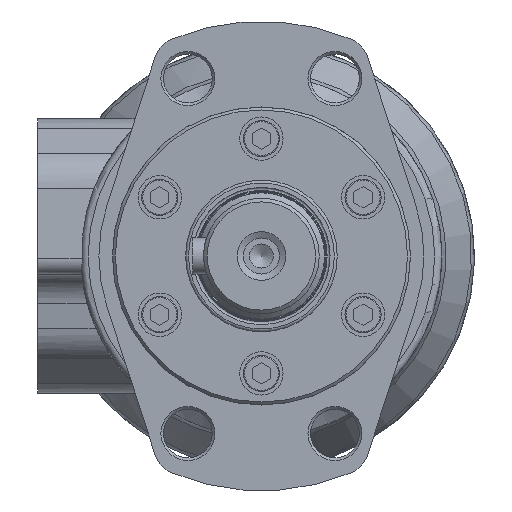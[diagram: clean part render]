
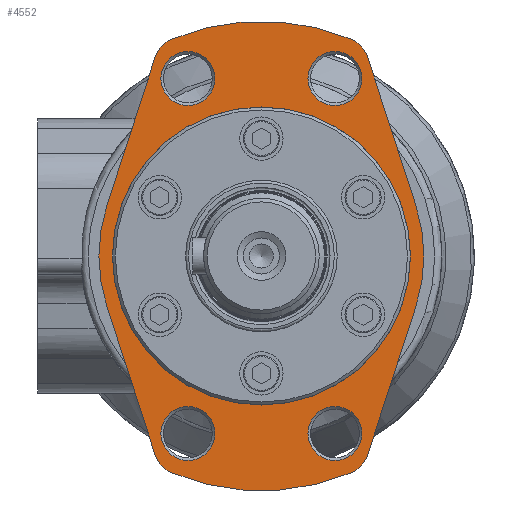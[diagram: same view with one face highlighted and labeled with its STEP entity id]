
A CAD part, left-side view. The second image highlights one B-rep face of the part: STEP entity #4552.
In plain terms, the highlighted planar face has unit normal (-1, 0, 0).
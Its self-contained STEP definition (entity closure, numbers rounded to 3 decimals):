
#481=LINE('',#7655,#703);
#484=LINE('',#7663,#706);
#490=LINE('',#7687,#712);
#494=LINE('',#7696,#716);
#703=VECTOR('',#6059,1000.);
#706=VECTOR('',#6068,1000.);
#712=VECTOR('',#6094,1000.);
#716=VECTOR('',#6104,1000.);
#1342=ORIENTED_EDGE('',*,*,#2219,.T.);
#1343=ORIENTED_EDGE('',*,*,#2220,.T.);
#1344=ORIENTED_EDGE('',*,*,#2221,.T.);
#1345=ORIENTED_EDGE('',*,*,#2222,.T.);
#1346=ORIENTED_EDGE('',*,*,#2223,.T.);
#1347=ORIENTED_EDGE('',*,*,#2185,.F.);
#1348=ORIENTED_EDGE('',*,*,#2213,.F.);
#1349=ORIENTED_EDGE('',*,*,#2211,.F.);
#1350=ORIENTED_EDGE('',*,*,#2208,.F.);
#1351=ORIENTED_EDGE('',*,*,#2205,.F.);
#1352=ORIENTED_EDGE('',*,*,#2202,.F.);
#1353=ORIENTED_EDGE('',*,*,#2199,.F.);
#1354=ORIENTED_EDGE('',*,*,#2196,.F.);
#1355=ORIENTED_EDGE('',*,*,#2194,.F.);
#1356=ORIENTED_EDGE('',*,*,#2192,.F.);
#1357=ORIENTED_EDGE('',*,*,#2190,.F.);
#1358=ORIENTED_EDGE('',*,*,#2188,.F.);
#2185=EDGE_CURVE('',#2692,#2693,#3023,.T.);
#2188=EDGE_CURVE('',#2693,#2694,#3024,.T.);
#2190=EDGE_CURVE('',#2694,#2695,#3025,.T.);
#2192=EDGE_CURVE('',#2695,#2696,#481,.T.);
#2194=EDGE_CURVE('',#2696,#2697,#3026,.T.);
#2196=EDGE_CURVE('',#2697,#2698,#484,.T.);
#2199=EDGE_CURVE('',#2698,#2700,#3027,.T.);
#2202=EDGE_CURVE('',#2700,#2702,#3029,.T.);
#2205=EDGE_CURVE('',#2702,#2704,#3031,.T.);
#2208=EDGE_CURVE('',#2704,#2706,#490,.T.);
#2211=EDGE_CURVE('',#2706,#2707,#3033,.T.);
#2213=EDGE_CURVE('',#2707,#2692,#494,.T.);
#2219=EDGE_CURVE('',#2712,#2712,#3038,.T.);
#2220=EDGE_CURVE('',#2713,#2713,#3039,.T.);
#2221=EDGE_CURVE('',#2714,#2714,#3040,.T.);
#2222=EDGE_CURVE('',#2715,#2715,#3041,.T.);
#2223=EDGE_CURVE('',#2716,#2716,#3042,.T.);
#2692=VERTEX_POINT('',#7642);
#2693=VERTEX_POINT('',#7643);
#2694=VERTEX_POINT('',#7648);
#2695=VERTEX_POINT('',#7652);
#2696=VERTEX_POINT('',#7656);
#2697=VERTEX_POINT('',#7660);
#2698=VERTEX_POINT('',#7664);
#2700=VERTEX_POINT('',#7670);
#2702=VERTEX_POINT('',#7676);
#2704=VERTEX_POINT('',#7682);
#2706=VERTEX_POINT('',#7688);
#2707=VERTEX_POINT('',#7693);
#2712=VERTEX_POINT('',#7709);
#2713=VERTEX_POINT('',#7711);
#2714=VERTEX_POINT('',#7713);
#2715=VERTEX_POINT('',#7715);
#2716=VERTEX_POINT('',#7717);
#3023=CIRCLE('',#5058,8.);
#3024=CIRCLE('',#5060,65.);
#3025=CIRCLE('',#5062,8.);
#3026=CIRCLE('',#5065,45.);
#3027=CIRCLE('',#5068,8.);
#3029=CIRCLE('',#5071,65.);
#3031=CIRCLE('',#5074,8.);
#3033=CIRCLE('',#5078,45.);
#3038=CIRCLE('',#5086,41.275);
#3039=CIRCLE('',#5087,7.48);
#3040=CIRCLE('',#5088,7.48);
#3041=CIRCLE('',#5089,7.48);
#3042=CIRCLE('',#5090,7.48);
#3419=EDGE_LOOP('',(#1342));
#3420=EDGE_LOOP('',(#1343));
#3421=EDGE_LOOP('',(#1344));
#3422=EDGE_LOOP('',(#1345));
#3423=EDGE_LOOP('',(#1346));
#3424=EDGE_LOOP('',(#1347,#1348,#1349,#1350,#1351,#1352,#1353,#1354,#1355,
#1356,#1357,#1358));
#3963=FACE_BOUND('',#3419,.T.);
#3964=FACE_BOUND('',#3420,.T.);
#3965=FACE_BOUND('',#3421,.T.);
#3966=FACE_BOUND('',#3422,.T.);
#3967=FACE_BOUND('',#3423,.T.);
#3968=FACE_BOUND('',#3424,.T.);
#4356=PLANE('',#5085);
#4552=ADVANCED_FACE('',(#3963,#3964,#3965,#3966,#3967,#3968),#4356,.F.);
#5058=AXIS2_PLACEMENT_3D('',#7641,#6043,#6044);
#5060=AXIS2_PLACEMENT_3D('',#7647,#6049,#6050);
#5062=AXIS2_PLACEMENT_3D('',#7651,#6054,#6055);
#5065=AXIS2_PLACEMENT_3D('',#7659,#6063,#6064);
#5068=AXIS2_PLACEMENT_3D('',#7669,#6073,#6074);
#5071=AXIS2_PLACEMENT_3D('',#7675,#6080,#6081);
#5074=AXIS2_PLACEMENT_3D('',#7681,#6087,#6088);
#5078=AXIS2_PLACEMENT_3D('',#7692,#6099,#6100);
#5085=AXIS2_PLACEMENT_3D('',#7707,#6116,#6117);
#5086=AXIS2_PLACEMENT_3D('',#7708,#6118,#6119);
#5087=AXIS2_PLACEMENT_3D('',#7710,#6120,#6121);
#5088=AXIS2_PLACEMENT_3D('',#7712,#6122,#6123);
#5089=AXIS2_PLACEMENT_3D('',#7714,#6124,#6125);
#5090=AXIS2_PLACEMENT_3D('',#7716,#6126,#6127);
#6043=DIRECTION('',(1.,0.,0.));
#6044=DIRECTION('',(0.,0.,-1.));
#6049=DIRECTION('',(1.,0.,0.));
#6050=DIRECTION('',(0.,0.,-1.));
#6054=DIRECTION('',(1.,0.,0.));
#6055=DIRECTION('',(0.,0.,-1.));
#6059=DIRECTION('',(0.,-0.309,-0.951));
#6063=DIRECTION('',(1.,0.,0.));
#6064=DIRECTION('',(0.,0.,-1.));
#6068=DIRECTION('',(0.,0.309,-0.951));
#6073=DIRECTION('',(1.,0.,0.));
#6074=DIRECTION('',(0.,0.,-1.));
#6080=DIRECTION('',(1.,0.,0.));
#6081=DIRECTION('',(0.,0.,-1.));
#6087=DIRECTION('',(1.,0.,0.));
#6088=DIRECTION('',(0.,0.,-1.));
#6094=DIRECTION('',(0.,0.309,0.951));
#6099=DIRECTION('',(1.,0.,0.));
#6100=DIRECTION('',(0.,0.,-1.));
#6104=DIRECTION('',(0.,-0.309,0.951));
#6116=DIRECTION('',(1.,0.,0.));
#6117=DIRECTION('',(0.,0.,-1.));
#6118=DIRECTION('',(1.,0.,0.));
#6119=DIRECTION('',(0.,0.,-1.));
#6120=DIRECTION('',(1.,0.,0.));
#6121=DIRECTION('',(0.,0.,-1.));
#6122=DIRECTION('',(1.,0.,0.));
#6123=DIRECTION('',(0.,0.,-1.));
#6124=DIRECTION('',(1.,0.,0.));
#6125=DIRECTION('',(0.,0.,-1.));
#6126=DIRECTION('',(1.,0.,0.));
#6127=DIRECTION('',(0.,0.,-1.));
#7641=CARTESIAN_POINT('',(0.,21.79,52.67));
#7642=CARTESIAN_POINT('',(0.,29.399,55.143));
#7643=CARTESIAN_POINT('',(0.,24.849,60.063));
#7647=CARTESIAN_POINT('',(0.,0.,0.));
#7648=CARTESIAN_POINT('',(0.,-24.849,60.063));
#7651=CARTESIAN_POINT('',(0.,-21.79,52.67));
#7652=CARTESIAN_POINT('',(0.,-29.399,55.143));
#7655=CARTESIAN_POINT('',(0.,-29.399,55.143));
#7656=CARTESIAN_POINT('',(0.,-42.798,13.906));
#7659=CARTESIAN_POINT('',(0.,0.,0.));
#7660=CARTESIAN_POINT('',(0.,-42.798,-13.906));
#7663=CARTESIAN_POINT('',(0.,-42.798,-13.906));
#7664=CARTESIAN_POINT('',(0.,-29.399,-55.143));
#7669=CARTESIAN_POINT('',(0.,-21.79,-52.67));
#7670=CARTESIAN_POINT('',(0.,-24.849,-60.063));
#7675=CARTESIAN_POINT('',(0.,0.,0.));
#7676=CARTESIAN_POINT('',(0.,24.849,-60.063));
#7681=CARTESIAN_POINT('',(0.,21.79,-52.67));
#7682=CARTESIAN_POINT('',(0.,29.399,-55.143));
#7687=CARTESIAN_POINT('',(0.,29.399,-55.143));
#7688=CARTESIAN_POINT('',(0.,42.798,-13.906));
#7692=CARTESIAN_POINT('',(0.,0.,0.));
#7693=CARTESIAN_POINT('',(0.,42.798,13.906));
#7696=CARTESIAN_POINT('',(0.,42.798,13.906));
#7707=CARTESIAN_POINT('',(0.,21.79,52.67));
#7708=CARTESIAN_POINT('',(0.,0.,0.));
#7709=CARTESIAN_POINT('',(0.,0.,-41.275));
#7710=CARTESIAN_POINT('',(0.,-20.359,-49.15));
#7711=CARTESIAN_POINT('',(0.,-20.359,-56.63));
#7712=CARTESIAN_POINT('',(0.,20.359,49.15));
#7713=CARTESIAN_POINT('',(0.,20.359,41.67));
#7714=CARTESIAN_POINT('',(0.,-20.359,49.15));
#7715=CARTESIAN_POINT('',(0.,-20.359,41.67));
#7716=CARTESIAN_POINT('',(0.,20.359,-49.15));
#7717=CARTESIAN_POINT('',(0.,20.359,-56.63));
